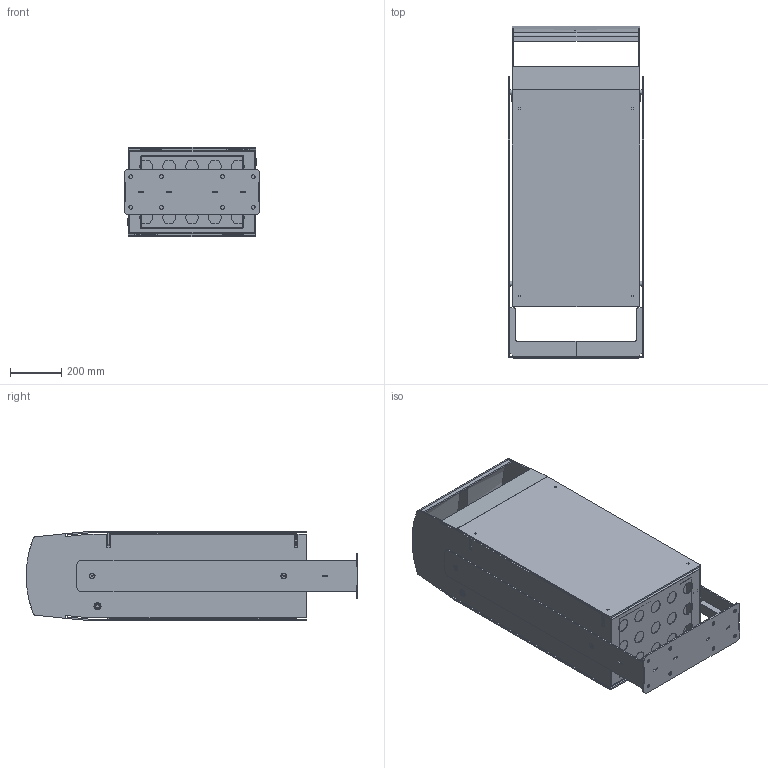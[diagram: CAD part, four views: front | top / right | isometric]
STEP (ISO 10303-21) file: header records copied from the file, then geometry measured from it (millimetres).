
FILE_DESCRIPTION (( 'STEP AP203' ), '1' );
FILE_NAME ('BOLB.100.STEP', '2021-08-05T06:39:55', ( '' ), ( '' ), 'SwSTEP 2.0', 'SolidWorks 2020', '' );
FILE_SCHEMA (( 'CONFIG_CONTROL_DESIGN' ));
Length unit declared in the file: millimetre
Products named in the file (57): plain washer large grade ac_iso_Washer ISO 7093 - 10; BOLB CASSETTE; BOLB Door Con Lock strip; _1-100-2; BOLB DOOR 1; BOLB Bin Lock plate 1; BOLB SplitCam; hex nut style 1 gradeab_iso_ISO - 4032 - M10 - W - N; Handle FOB NINGBO; BOLB Cas Cil Lock; socket countersunk head screw_iso_ISO 10642 - M10 x 45 - 45N; BOLB Axle; BOLB FRAME; BOLB Door Con strip; BOLB.100 GARBAGE; slotted pan shoulder screw_din_DIN 923 - M5 x 10 --- 7N; _200-9130(1-142-P9); PE Spacer 15x2.5x8.2.; BOLB Axle Rod; IPS Lock 8mm triangle; BOLB Bush-PA 6x8x10x10x2 DIN1494; PE Spacer 20 x 10 x 12,8(D x h x d).; BOLB FRAME-Side leg_; BOLB Cas Splitcam Catch; BOLB Cas Lock strip; _1-110-3; BOLB  Door Pos.; BOLB.100 Garbage side_1; BOLB Axle Plate; BOLB STD ; _1-110-4; plain washer normal grade a_iso_Washer ISO 7089 - 5; BOLB Bin Top middle; BOLB.100 Garbage bottom; BOLB Bin Side; BOLB  Door; BOLB Bin Bottom guide; BOLB BIN; BOLB Door Hinge strip; hex screw gradeab_iso_ISO 4017 - M5 x 10-N ...
Assembly tree (180 placements, depth 5):
  BOLB.100
    BOLB STD 
      BOLB FRAME
        BOLB FRAME-Bottom plate_
        BOLB FRAME-Side leg_  x2
        BOLB FRAME-Side Leg reinf_  x2
      PE Spacer 20 x 10 x 12,8(D x h x d).  x4
      BOLB BIN
        BOLB BIN BASE
          BOLB Bin Side  x2
          BOLB Bin Top
          BOLB Bin Lock plate 1  x2
          BOLB Cas Cil pos.  x2
          BOLB Bin Lock plate 3  x2
          BOLB Bin Top middle
          BOLB Bin Top guide  x2
          BOLB Bin Bottom guide  x2
          BOLB Bin Bottom
        BOLB CASSETTE
          BOLB Cas Lock strip
          BOLB Cas Splitcam Catch
          BOLB Cas Cil Lock  x2
        BOLB DOOR 1
          BOLB  Door
          BOLB  Door lock  x2
          BOLB  Door Pos.
          BOLB Door Hinge strip  x2
          BOLB Door Con strip
          BOLB Door Mid strip
          BOLB Door Con Lock strip
          plain washer normal grade a_iso_Washer ISO 7089 - 5  x6
          hex screw gradeab_iso_ISO 4017 - M5 x 10-N  x6
        BOLB DOOR 1
          BOLB  Door
          BOLB  Door lock  x2
          BOLB  Door Pos.
          BOLB Door Hinge strip  x2
          BOLB Door Con strip
          BOLB Door Mid strip
          BOLB Door Con Lock strip
          plain washer normal grade a_iso_Washer ISO 7089 - 5  x6
          hex screw gradeab_iso_ISO 4017 - M5 x 10-N  x6
        IPS Lock 8mm triangle
          _1-100-1-1
          _1-100-2
          _200-9130(1-142-P9)
          _1-110-4
          _1-110-3
        BOLB SplitCam  x2
        BOLB CASSETTE
          BOLB Cas Lock strip
          BOLB Cas Splitcam Catch
          BOLB Cas Cil Lock  x2
        IPS Lock 8mm triangle
          _1-100-1-1
          _1-100-2
          _200-9130(1-142-P9)
          _1-110-4
          _1-110-3
        slotted pan shoulder screw_din_DIN 923 - M5 x 10 --- 7N  x14
Bounding box: 532 x 1299.99 x 350 mm (x, y, z)
Volume: 18686281.7 mm3; surface area: 9462928.2 mm2
Topology: 169 solids, 171 shells, 3985 faces, 9531 edges, 5944 vertices
Faces by surface type: plane 1991, cylinder 1242, cone 580, torus 144, bspline 28
Entity records: 51412 total; most frequent: CARTESIAN_POINT 8052, DIRECTION 7397, ORIENTED_EDGE 6804, EDGE_CURVE 3402, AXIS2_PLACEMENT_3D 2589, VECTOR 2219, LINE 2219, VERTEX_POINT 2170
